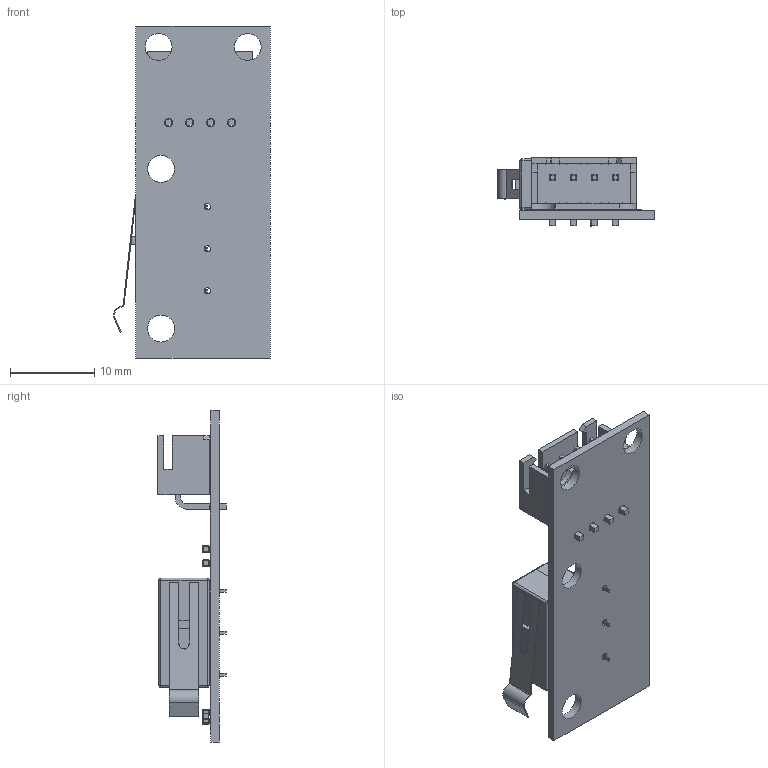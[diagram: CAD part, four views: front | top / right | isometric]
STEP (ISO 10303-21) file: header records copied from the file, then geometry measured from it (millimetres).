
FILE_DESCRIPTION(/* description */ (''),/* implementation_level */ '2;1');
FILE_NAME(/* name */ 'Endstop mecânico - Chave fim de curso.stp',/* time_stamp */ '2019-05-29T22:58:01-03:00',/* author */ ('Adebott Projetos'),/* organization */ (''),/* preprocessor_version */ 'ST-DEVELOPER v16.1',/* originating_system */ 'Autodesk Inventor 2016',/* authorisation */ '');
FILE_SCHEMA (('CONFIG_CONTROL_DESIGN'));
Length unit declared in the file: millimetre
Products named in the file (1): Endstop mecânico - Chave fim de curso
Bounding box: 18.64 x 8.1 x 39.5 mm (x, y, z)
Volume: 1310.7 mm3; surface area: 3163.9 mm2
Topology: 15 solids, 15 shells, 630 faces, 1530 edges, 918 vertices
Faces by surface type: plane 359, cylinder 195, sphere 40, torus 36
Full cylindrical faces by diameter (mm): 0.75 x5, 1 x8, 2 x2, 3.2 x4
Entity records: 18666 total; most frequent: DIRECTION 3151, CARTESIAN_POINT 3132, ORIENTED_EDGE 2966, EDGE_CURVE 1479, LINE 1053, VECTOR 1053, AXIS2_PLACEMENT_3D 1049, VERTEX_POINT 918
